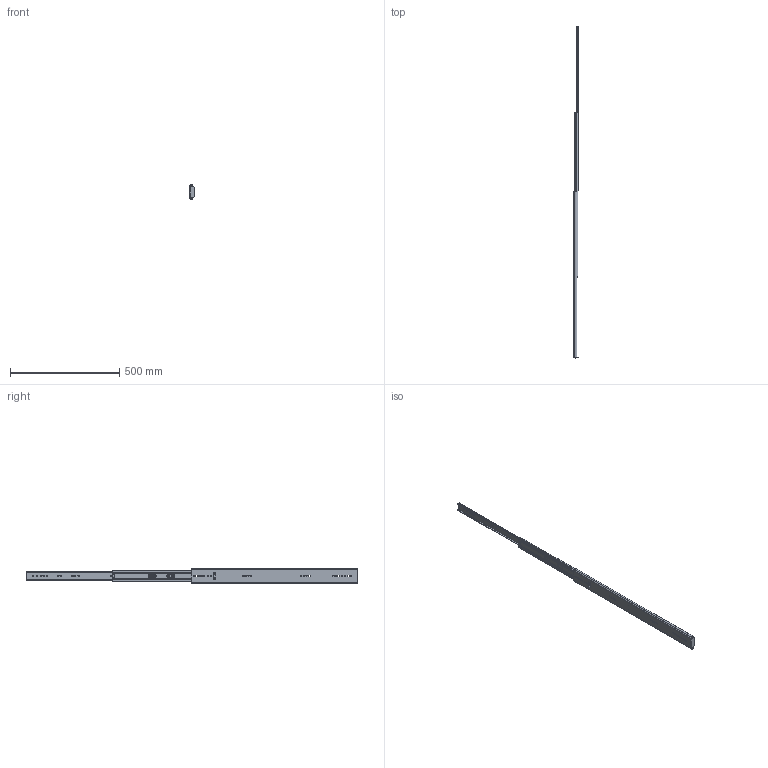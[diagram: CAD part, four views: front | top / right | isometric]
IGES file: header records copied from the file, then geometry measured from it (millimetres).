
Start section: ------------------------------------------------------------------------
Global section: file name: PC007.70692.TM_377_30_15743.igs; native system: spGate; preprocessor: ver19.8.4 (****-****-****-****); author: Unknown; organization: Unknown; date: 250520.172604; units: millimetre
Bounding box: 20.5 x 1519 x 69.78 mm (x, y, z)
Volume: 404782 mm3; surface area: 337654.8 mm2
Topology: 4 solids, 4 shells, 419 faces, 1239 edges, 816 vertices
Faces by surface type: bspline 419
